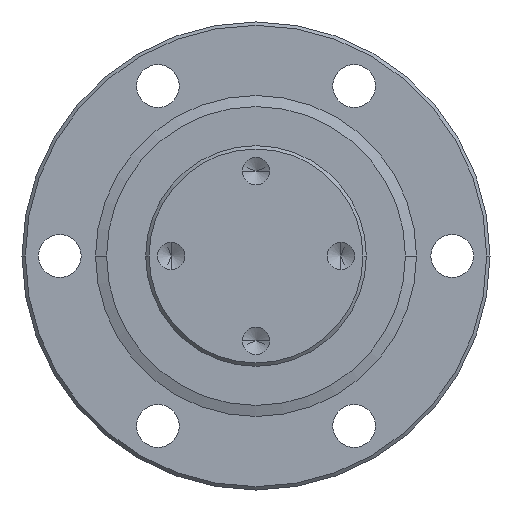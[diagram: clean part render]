
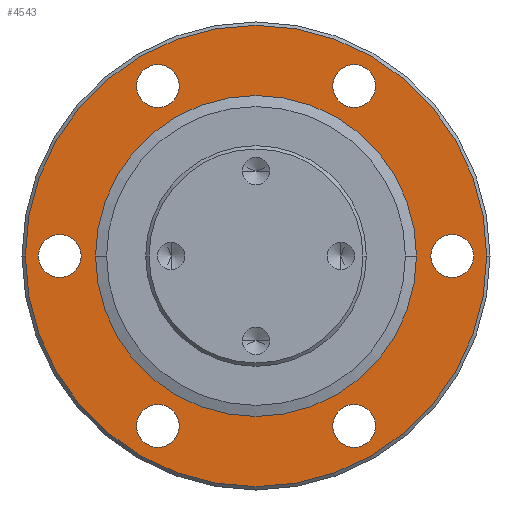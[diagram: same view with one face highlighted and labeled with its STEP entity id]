
A CAD part, front view. The second image highlights one B-rep face of the part: STEP entity #4543.
In plain terms, the highlighted planar face has unit normal (0, -1, 0).
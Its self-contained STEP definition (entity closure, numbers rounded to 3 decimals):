
#1209=CARTESIAN_POINT('',(0.,0.,0.));
#1210=DIRECTION('',(0.,1.,0.));
#1211=DIRECTION('',(1.,0.,0.));
#1212=AXIS2_PLACEMENT_3D('',#1209,#1210,#1211);
#1214=CARTESIAN_POINT('',(0.,0.,0.));
#1215=DIRECTION('',(0.,1.,0.));
#1216=DIRECTION('',(-1.,0.,0.));
#1217=AXIS2_PLACEMENT_3D('',#1214,#1215,#1216);
#1219=CARTESIAN_POINT('',(-14.675,0.,-25.418));
#1220=DIRECTION('',(0.,-1.,0.));
#1221=DIRECTION('',(-0.5,0.,-0.866));
#1222=AXIS2_PLACEMENT_3D('',#1219,#1220,#1221);
#1224=CARTESIAN_POINT('',(-14.675,0.,-25.418));
#1225=DIRECTION('',(0.,-1.,0.));
#1226=DIRECTION('',(0.5,0.,0.866));
#1227=AXIS2_PLACEMENT_3D('',#1224,#1225,#1226);
#1229=CARTESIAN_POINT('',(-29.35,0.,0.));
#1230=DIRECTION('',(0.,-1.,0.));
#1231=DIRECTION('',(-1.,0.,0.));
#1232=AXIS2_PLACEMENT_3D('',#1229,#1230,#1231);
#1234=CARTESIAN_POINT('',(-29.35,0.,0.));
#1235=DIRECTION('',(0.,-1.,0.));
#1236=DIRECTION('',(1.,0.,0.));
#1237=AXIS2_PLACEMENT_3D('',#1234,#1235,#1236);
#1239=CARTESIAN_POINT('',(-14.675,0.,25.418));
#1240=DIRECTION('',(0.,-1.,0.));
#1241=DIRECTION('',(-0.5,0.,0.866));
#1242=AXIS2_PLACEMENT_3D('',#1239,#1240,#1241);
#1244=CARTESIAN_POINT('',(-14.675,0.,25.418));
#1245=DIRECTION('',(0.,-1.,0.));
#1246=DIRECTION('',(0.5,0.,-0.866));
#1247=AXIS2_PLACEMENT_3D('',#1244,#1245,#1246);
#1249=CARTESIAN_POINT('',(14.675,0.,25.418));
#1250=DIRECTION('',(0.,-1.,0.));
#1251=DIRECTION('',(0.5,0.,0.866));
#1252=AXIS2_PLACEMENT_3D('',#1249,#1250,#1251);
#1254=CARTESIAN_POINT('',(14.675,0.,25.418));
#1255=DIRECTION('',(0.,-1.,0.));
#1256=DIRECTION('',(-0.5,0.,-0.866));
#1257=AXIS2_PLACEMENT_3D('',#1254,#1255,#1256);
#1259=CARTESIAN_POINT('',(0.,0.,0.));
#1260=DIRECTION('',(0.,-1.,0.));
#1261=DIRECTION('',(-1.,0.,0.));
#1262=AXIS2_PLACEMENT_3D('',#1259,#1260,#1261);
#1264=CARTESIAN_POINT('',(0.,0.,0.));
#1265=DIRECTION('',(0.,-1.,0.));
#1266=DIRECTION('',(1.,0.,0.));
#1267=AXIS2_PLACEMENT_3D('',#1264,#1265,#1266);
#1269=CARTESIAN_POINT('',(14.675,0.,-25.418));
#1270=DIRECTION('',(0.,-1.,0.));
#1271=DIRECTION('',(0.5,0.,-0.866));
#1272=AXIS2_PLACEMENT_3D('',#1269,#1270,#1271);
#1274=CARTESIAN_POINT('',(14.675,0.,-25.418));
#1275=DIRECTION('',(0.,-1.,0.));
#1276=DIRECTION('',(-0.5,0.,0.866));
#1277=AXIS2_PLACEMENT_3D('',#1274,#1275,#1276);
#1279=CARTESIAN_POINT('',(29.35,0.,0.));
#1280=DIRECTION('',(0.,-1.,0.));
#1281=DIRECTION('',(1.,0.,0.));
#1282=AXIS2_PLACEMENT_3D('',#1279,#1280,#1281);
#1284=CARTESIAN_POINT('',(29.35,0.,0.));
#1285=DIRECTION('',(0.,-1.,0.));
#1286=DIRECTION('',(-1.,0.,0.));
#1287=AXIS2_PLACEMENT_3D('',#1284,#1285,#1286);
#2417=CARTESIAN_POINT('',(16.275,0.,-28.189));
#2419=VERTEX_POINT('',#2417);
#2420=CARTESIAN_POINT('',(13.075,0.,-22.647));
#2421=VERTEX_POINT('',#2420);
#2425=CARTESIAN_POINT('',(-16.275,0.,-28.189));
#2427=VERTEX_POINT('',#2425);
#2428=CARTESIAN_POINT('',(-13.075,0.,-22.647));
#2429=VERTEX_POINT('',#2428);
#2433=CARTESIAN_POINT('',(-32.55,0.,0.));
#2435=VERTEX_POINT('',#2433);
#2436=CARTESIAN_POINT('',(-26.15,0.,0.));
#2437=VERTEX_POINT('',#2436);
#2441=CARTESIAN_POINT('',(-16.275,0.,28.189));
#2443=VERTEX_POINT('',#2441);
#2444=CARTESIAN_POINT('',(-13.075,0.,22.647));
#2445=VERTEX_POINT('',#2444);
#2449=CARTESIAN_POINT('',(32.55,0.,0.));
#2451=VERTEX_POINT('',#2449);
#2452=CARTESIAN_POINT('',(26.15,0.,0.));
#2453=VERTEX_POINT('',#2452);
#2460=CARTESIAN_POINT('',(-34.5,0.,0.));
#2462=VERTEX_POINT('',#2460);
#2466=CARTESIAN_POINT('',(34.5,0.,0.));
#2467=VERTEX_POINT('',#2466);
#2484=CARTESIAN_POINT('',(24.,0.,0.));
#2485=VERTEX_POINT('',#2484);
#2486=CARTESIAN_POINT('',(-24.,0.,0.));
#2487=VERTEX_POINT('',#2486);
#2489=CARTESIAN_POINT('',(16.275,0.,28.189));
#2491=VERTEX_POINT('',#2489);
#2492=CARTESIAN_POINT('',(13.075,0.,22.647));
#2493=VERTEX_POINT('',#2492);
#4492=CARTESIAN_POINT('',(0.,0.,24.));
#4493=DIRECTION('',(0.,-1.,0.));
#4494=DIRECTION('',(0.,0.,-1.));
#4495=AXIS2_PLACEMENT_3D('',#4492,#4493,#4494);
#4496=PLANE('',#4495);
#4498=ORIENTED_EDGE('',*,*,#4497,.T.);
#4500=ORIENTED_EDGE('',*,*,#4499,.T.);
#4501=EDGE_LOOP('',(#4498,#4500));
#4502=FACE_OUTER_BOUND('',#4501,.F.);
#4504=ORIENTED_EDGE('',*,*,#4503,.T.);
#4506=ORIENTED_EDGE('',*,*,#4505,.T.);
#4507=EDGE_LOOP('',(#4504,#4506));
#4508=FACE_BOUND('',#4507,.F.);
#4510=ORIENTED_EDGE('',*,*,#4509,.T.);
#4512=ORIENTED_EDGE('',*,*,#4511,.T.);
#4513=EDGE_LOOP('',(#4510,#4512));
#4514=FACE_BOUND('',#4513,.F.);
#4516=ORIENTED_EDGE('',*,*,#4515,.T.);
#4518=ORIENTED_EDGE('',*,*,#4517,.T.);
#4519=EDGE_LOOP('',(#4516,#4518));
#4520=FACE_BOUND('',#4519,.F.);
#4522=ORIENTED_EDGE('',*,*,#4521,.T.);
#4524=ORIENTED_EDGE('',*,*,#4523,.T.);
#4525=EDGE_LOOP('',(#4522,#4524));
#4526=FACE_BOUND('',#4525,.F.);
#4527=ORIENTED_EDGE('',*,*,#4484,.T.);
#4528=ORIENTED_EDGE('',*,*,#4472,.T.);
#4529=EDGE_LOOP('',(#4527,#4528));
#4530=FACE_BOUND('',#4529,.F.);
#4532=ORIENTED_EDGE('',*,*,#4531,.T.);
#4534=ORIENTED_EDGE('',*,*,#4533,.T.);
#4535=EDGE_LOOP('',(#4532,#4534));
#4536=FACE_BOUND('',#4535,.F.);
#4538=ORIENTED_EDGE('',*,*,#4537,.T.);
#4540=ORIENTED_EDGE('',*,*,#4539,.T.);
#4541=EDGE_LOOP('',(#4538,#4540));
#4542=FACE_BOUND('',#4541,.F.);
#4543=ADVANCED_FACE('',(#4502,#4508,#4514,#4520,#4526,#4530,#4536,#4542),#4496,
.T.);
#1213=CIRCLE('',#1212,34.5);
#1218=CIRCLE('',#1217,34.5);
#1223=CIRCLE('',#1222,3.2);
#1228=CIRCLE('',#1227,3.2);
#1233=CIRCLE('',#1232,3.2);
#1238=CIRCLE('',#1237,3.2);
#1243=CIRCLE('',#1242,3.2);
#1248=CIRCLE('',#1247,3.2);
#1253=CIRCLE('',#1252,3.2);
#1258=CIRCLE('',#1257,3.2);
#1263=CIRCLE('',#1262,24.);
#1268=CIRCLE('',#1267,24.);
#1273=CIRCLE('',#1272,3.2);
#1278=CIRCLE('',#1277,3.2);
#1283=CIRCLE('',#1282,3.2);
#1288=CIRCLE('',#1287,3.2);
#4472=EDGE_CURVE('',#2485,#2487,#1268,.T.);
#4484=EDGE_CURVE('',#2487,#2485,#1263,.T.);
#4497=EDGE_CURVE('',#2467,#2462,#1213,.T.);
#4499=EDGE_CURVE('',#2462,#2467,#1218,.T.);
#4503=EDGE_CURVE('',#2427,#2429,#1223,.T.);
#4505=EDGE_CURVE('',#2429,#2427,#1228,.T.);
#4509=EDGE_CURVE('',#2435,#2437,#1233,.T.);
#4511=EDGE_CURVE('',#2437,#2435,#1238,.T.);
#4515=EDGE_CURVE('',#2443,#2445,#1243,.T.);
#4517=EDGE_CURVE('',#2445,#2443,#1248,.T.);
#4521=EDGE_CURVE('',#2491,#2493,#1253,.T.);
#4523=EDGE_CURVE('',#2493,#2491,#1258,.T.);
#4531=EDGE_CURVE('',#2419,#2421,#1273,.T.);
#4533=EDGE_CURVE('',#2421,#2419,#1278,.T.);
#4537=EDGE_CURVE('',#2451,#2453,#1283,.T.);
#4539=EDGE_CURVE('',#2453,#2451,#1288,.T.);
